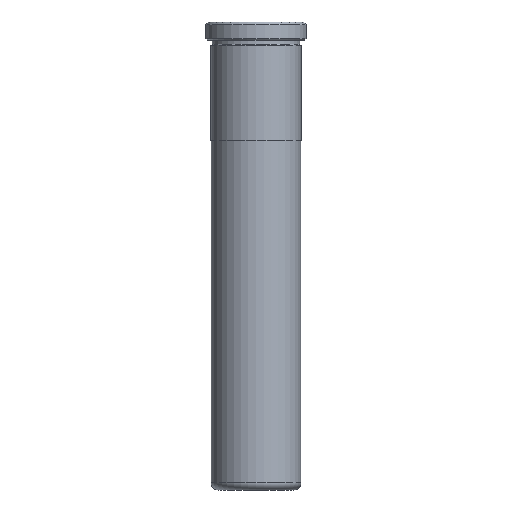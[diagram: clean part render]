
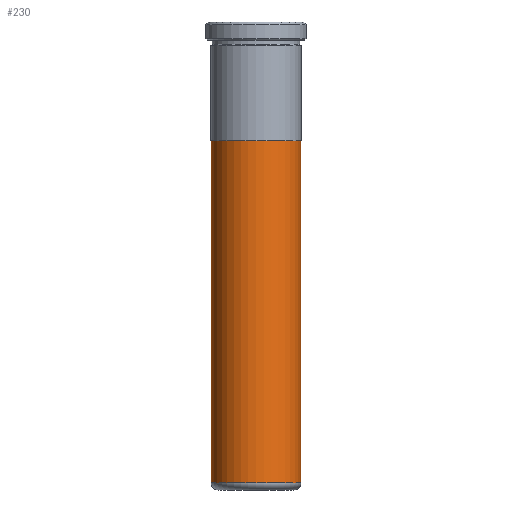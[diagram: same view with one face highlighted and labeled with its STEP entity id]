
A CAD part, front view. The second image highlights one B-rep face of the part: STEP entity #230.
In plain terms, the highlighted cylindrical face has radius 12.495 mm (diameter 24.99 mm), a partial arc.
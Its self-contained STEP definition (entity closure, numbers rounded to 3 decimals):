
#9 = AXIS2_PLACEMENT_3D ( 'NONE', #721, #1489, #857 ) ;
#177 = VECTOR ( 'NONE', #881, 1000. ) ;
#193 = CARTESIAN_POINT ( 'NONE',  ( 0., 0., 125. ) ) ;
#230 = ADVANCED_FACE ( 'NONE', ( #425 ), #1310, .T. ) ;
#246 = VERTEX_POINT ( 'NONE', #1153 ) ;
#275 = VECTOR ( 'NONE', #1155, 1000. ) ;
#306 = DIRECTION ( 'NONE',  ( 0., 0., -1. ) ) ;
#309 = EDGE_CURVE ( 'NONE', #246, #571, #619, .T. ) ;
#364 = ORIENTED_EDGE ( 'NONE', *, *, #309, .F. ) ;
#425 = FACE_OUTER_BOUND ( 'NONE', #936, .T. ) ;
#429 = EDGE_CURVE ( 'NONE', #708, #246, #667, .T. ) ;
#501 = EDGE_CURVE ( 'NONE', #1022, #571, #1171, .T. ) ;
#513 = EDGE_CURVE ( 'NONE', #708, #1022, #592, .T. ) ;
#571 = VERTEX_POINT ( 'NONE', #654 ) ;
#592 = LINE ( 'NONE', #878, #177 ) ;
#619 = LINE ( 'NONE', #1362, #275 ) ;
#640 = DIRECTION ( 'NONE',  ( 0., 0., 1. ) ) ;
#654 = CARTESIAN_POINT ( 'NONE',  ( 12.495, 0., 2. ) ) ;
#667 = CIRCLE ( 'NONE', #9, 12.495 ) ;
#683 = DIRECTION ( 'NONE',  ( -1., 0., 0. ) ) ;
#697 = AXIS2_PLACEMENT_3D ( 'NONE', #193, #306, #683 ) ;
#708 = VERTEX_POINT ( 'NONE', #747 ) ;
#721 = CARTESIAN_POINT ( 'NONE',  ( 0., 0., 97. ) ) ;
#747 = CARTESIAN_POINT ( 'NONE',  ( -12.495, 0., 97. ) ) ;
#853 = ORIENTED_EDGE ( 'NONE', *, *, #429, .F. ) ;
#857 = DIRECTION ( 'NONE',  ( 1., 0., 0. ) ) ;
#878 = CARTESIAN_POINT ( 'NONE',  ( -12.495, 0., 125. ) ) ;
#881 = DIRECTION ( 'NONE',  ( 0., 0., -1. ) ) ;
#936 = EDGE_LOOP ( 'NONE', ( #364, #853, #1228, #1382 ) ) ;
#981 = AXIS2_PLACEMENT_3D ( 'NONE', #1301, #640, #1414 ) ;
#1022 = VERTEX_POINT ( 'NONE', #1359 ) ;
#1153 = CARTESIAN_POINT ( 'NONE',  ( 12.495, 0., 97. ) ) ;
#1155 = DIRECTION ( 'NONE',  ( 0., 0., -1. ) ) ;
#1171 = CIRCLE ( 'NONE', #981, 12.495 ) ;
#1228 = ORIENTED_EDGE ( 'NONE', *, *, #513, .T. ) ;
#1301 = CARTESIAN_POINT ( 'NONE',  ( 0., 0., 2. ) ) ;
#1310 = CYLINDRICAL_SURFACE ( 'NONE', #697, 12.495 ) ;
#1359 = CARTESIAN_POINT ( 'NONE',  ( -12.495, 0., 2. ) ) ;
#1362 = CARTESIAN_POINT ( 'NONE',  ( 12.495, 0., 125. ) ) ;
#1382 = ORIENTED_EDGE ( 'NONE', *, *, #501, .T. ) ;
#1414 = DIRECTION ( 'NONE',  ( 1., 0., 0. ) ) ;
#1489 = DIRECTION ( 'NONE',  ( 0., 0., 1. ) ) ;
